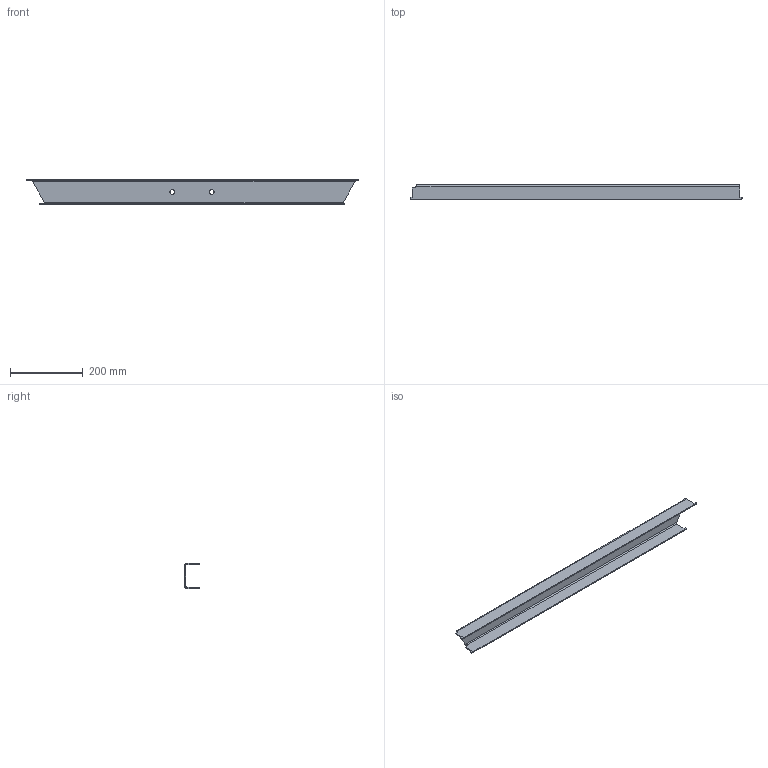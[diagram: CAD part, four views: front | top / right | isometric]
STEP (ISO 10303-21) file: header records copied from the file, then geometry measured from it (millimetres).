
FILE_DESCRIPTION (( 'STEP AP203' ), '1' );
FILE_NAME ('CV03-TR-05_REV_B.step', '2025-09-06T14:13:59', ( '' ), ( '' ), 'SwSTEP 2.0', 'SolidWorks 2024', '' );
FILE_SCHEMA (( 'CONFIG_CONTROL_DESIGN' ));
Length unit declared in the file: millimetre
Products named in the file (1): CV03-TR-05_REV_B
Bounding box: 912.73 x 40 x 69 mm (x, y, z)
Volume: 357595.1 mm3; surface area: 244893.9 mm2
Topology: 1 solids, 1 shells, 46 faces, 116 edges, 72 vertices
Faces by surface type: plane 24, cylinder 16, bspline 6
Entity records: 1604 total; most frequent: CARTESIAN_POINT 467, ORIENTED_EDGE 232, DIRECTION 204, EDGE_CURVE 116, VECTOR 74, LINE 74, VERTEX_POINT 72, AXIS2_PLACEMENT_3D 65
